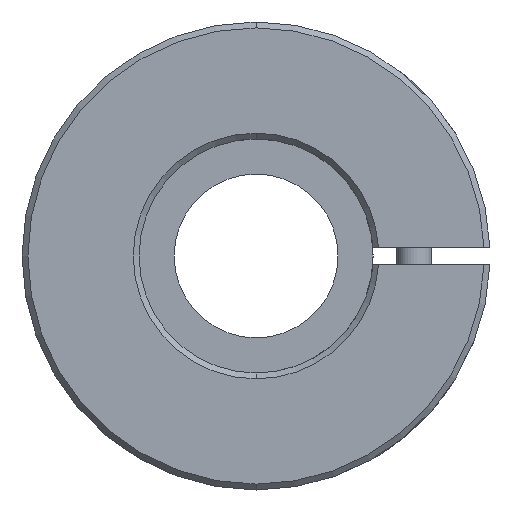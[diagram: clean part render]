
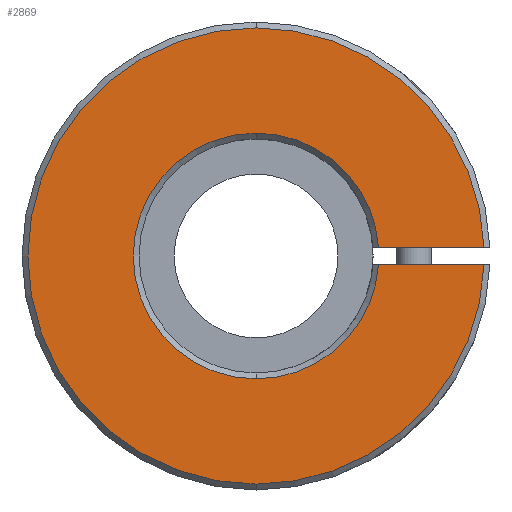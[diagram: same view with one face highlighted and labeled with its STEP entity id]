
A CAD part, front view. The second image highlights one B-rep face of the part: STEP entity #2869.
In plain terms, the highlighted planar face has unit normal (0, -1, 0).
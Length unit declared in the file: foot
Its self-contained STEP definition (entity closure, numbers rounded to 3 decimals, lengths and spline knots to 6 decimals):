
#141 = CIRCLE ( 'NONE', #1146, 0.063976 ) ;
#188 = DIRECTION ( 'NONE',  ( 0., 0., -1. ) ) ;
#215 = DIRECTION ( 'NONE',  ( 0., 0., -1. ) ) ;
#236 = DIRECTION ( 'NONE',  ( 0., 1., 0. ) ) ;
#327 = CARTESIAN_POINT ( 'NONE',  ( 0., -1.21063, -0.063976 ) ) ;
#397 = CARTESIAN_POINT ( 'NONE',  ( 0., -1.21063, 0. ) ) ;
#398 = ORIENTED_EDGE ( 'NONE', *, *, #1229, .F. ) ;
#503 = ORIENTED_EDGE ( 'NONE', *, *, #1546, .T. ) ;
#527 = CARTESIAN_POINT ( 'NONE',  ( 0., -1.21063, 0. ) ) ;
#618 = CARTESIAN_POINT ( 'NONE',  ( 0.034449, -1.21063, 0. ) ) ;
#824 = AXIS2_PLACEMENT_3D ( 'NONE', #397, #1471, #1125 ) ;
#838 = PLANE ( 'NONE',  #1208 ) ;
#846 = VERTEX_POINT ( 'NONE', #2184 ) ;
#890 = DIRECTION ( 'NONE',  ( 1., 0., 0. ) ) ;
#912 = CIRCLE ( 'NONE', #1656, 0.034449 ) ;
#926 = VERTEX_POINT ( 'NONE', #327 ) ;
#941 = DIRECTION ( 'NONE',  ( -1., 0., 0. ) ) ;
#1021 = AXIS2_PLACEMENT_3D ( 'NONE', #527, #236, #2618 ) ;
#1090 = VECTOR ( 'NONE', #890, 3.28084 ) ;
#1100 = DIRECTION ( 'NONE',  ( 0., -1., 0. ) ) ;
#1125 = DIRECTION ( 'NONE',  ( 0., 0., 1. ) ) ;
#1146 = AXIS2_PLACEMENT_3D ( 'NONE', #2199, #3306, #1151 ) ;
#1151 = DIRECTION ( 'NONE',  ( 0., 0., 1. ) ) ;
#1201 = EDGE_CURVE ( 'NONE', #3064, #1835, #1742, .T. ) ;
#1208 = AXIS2_PLACEMENT_3D ( 'NONE', #618, #1100, #2961 ) ;
#1226 = ORIENTED_EDGE ( 'NONE', *, *, #1417, .T. ) ;
#1228 = CIRCLE ( 'NONE', #824, 0.063976 ) ;
#1229 = EDGE_CURVE ( 'NONE', #3121, #3201, #2323, .T. ) ;
#1256 = CARTESIAN_POINT ( 'NONE',  ( 0., -1.21063, 0.063976 ) ) ;
#1304 = DIRECTION ( 'NONE',  ( 0., 0., 1. ) ) ;
#1417 = EDGE_CURVE ( 'NONE', #1769, #3201, #1561, .T. ) ;
#1471 = DIRECTION ( 'NONE',  ( 0., -1., 0. ) ) ;
#1504 = CARTESIAN_POINT ( 'NONE',  ( 0.032716, -1.21063, 0.002461 ) ) ;
#1546 = EDGE_CURVE ( 'NONE', #926, #1835, #1228, .T. ) ;
#1561 = CIRCLE ( 'NONE', #2503, 0.034449 ) ;
#1586 = ORIENTED_EDGE ( 'NONE', *, *, #2441, .T. ) ;
#1627 = DIRECTION ( 'NONE',  ( 0., 1., 0. ) ) ;
#1656 = AXIS2_PLACEMENT_3D ( 'NONE', #3181, #2904, #188 ) ;
#1742 = LINE ( 'NONE', #2777, #1090 ) ;
#1744 = CARTESIAN_POINT ( 'NONE',  ( 0.063929, -1.21063, -0.002461 ) ) ;
#1769 = VERTEX_POINT ( 'NONE', #3010 ) ;
#1835 = VERTEX_POINT ( 'NONE', #1744 ) ;
#1914 = CARTESIAN_POINT ( 'NONE',  ( 0., -1.21063, 0. ) ) ;
#1976 = FACE_OUTER_BOUND ( 'NONE', #2483, .T. ) ;
#2000 = AXIS2_PLACEMENT_3D ( 'NONE', #3461, #3169, #1304 ) ;
#2184 = CARTESIAN_POINT ( 'NONE',  ( 0., -1.21063, -0.034449 ) ) ;
#2199 = CARTESIAN_POINT ( 'NONE',  ( 0., -1.21063, 0. ) ) ;
#2238 = CARTESIAN_POINT ( 'NONE',  ( 0.034361, -1.21063, 0.002461 ) ) ;
#2323 = LINE ( 'NONE', #1504, #2990 ) ;
#2343 = EDGE_CURVE ( 'NONE', #3121, #2738, #2425, .T. ) ;
#2366 = ORIENTED_EDGE ( 'NONE', *, *, #2343, .T. ) ;
#2415 = EDGE_CURVE ( 'NONE', #3064, #846, #912, .T. ) ;
#2425 = CIRCLE ( 'NONE', #2000, 0.063976 ) ;
#2441 = EDGE_CURVE ( 'NONE', #846, #1769, #3327, .T. ) ;
#2483 = EDGE_LOOP ( 'NONE', ( #398, #2366, #2653, #503, #2658, #2509, #1586, #1226 ) ) ;
#2503 = AXIS2_PLACEMENT_3D ( 'NONE', #1914, #1627, #215 ) ;
#2509 = ORIENTED_EDGE ( 'NONE', *, *, #2415, .T. ) ;
#2618 = DIRECTION ( 'NONE',  ( 0., 0., -1. ) ) ;
#2653 = ORIENTED_EDGE ( 'NONE', *, *, #3166, .T. ) ;
#2658 = ORIENTED_EDGE ( 'NONE', *, *, #1201, .F. ) ;
#2738 = VERTEX_POINT ( 'NONE', #1256 ) ;
#2777 = CARTESIAN_POINT ( 'NONE',  ( 0.068898, -1.21063, -0.002461 ) ) ;
#2869 = ADVANCED_FACE ( 'NONE', ( #1976 ), #838, .T. ) ;
#2904 = DIRECTION ( 'NONE',  ( 0., 1., 0. ) ) ;
#2961 = DIRECTION ( 'NONE',  ( 0., 0., -1. ) ) ;
#2980 = CARTESIAN_POINT ( 'NONE',  ( 0.063929, -1.21063, 0.002461 ) ) ;
#2990 = VECTOR ( 'NONE', #941, 3.28084 ) ;
#3010 = CARTESIAN_POINT ( 'NONE',  ( 0., -1.21063, 0.034449 ) ) ;
#3064 = VERTEX_POINT ( 'NONE', #3425 ) ;
#3121 = VERTEX_POINT ( 'NONE', #2980 ) ;
#3166 = EDGE_CURVE ( 'NONE', #2738, #926, #141, .T. ) ;
#3169 = DIRECTION ( 'NONE',  ( 0., -1., 0. ) ) ;
#3181 = CARTESIAN_POINT ( 'NONE',  ( 0., -1.21063, 0. ) ) ;
#3201 = VERTEX_POINT ( 'NONE', #2238 ) ;
#3306 = DIRECTION ( 'NONE',  ( 0., -1., 0. ) ) ;
#3327 = CIRCLE ( 'NONE', #1021, 0.034449 ) ;
#3425 = CARTESIAN_POINT ( 'NONE',  ( 0.034361, -1.21063, -0.002461 ) ) ;
#3461 = CARTESIAN_POINT ( 'NONE',  ( 0., -1.21063, 0. ) ) ;
